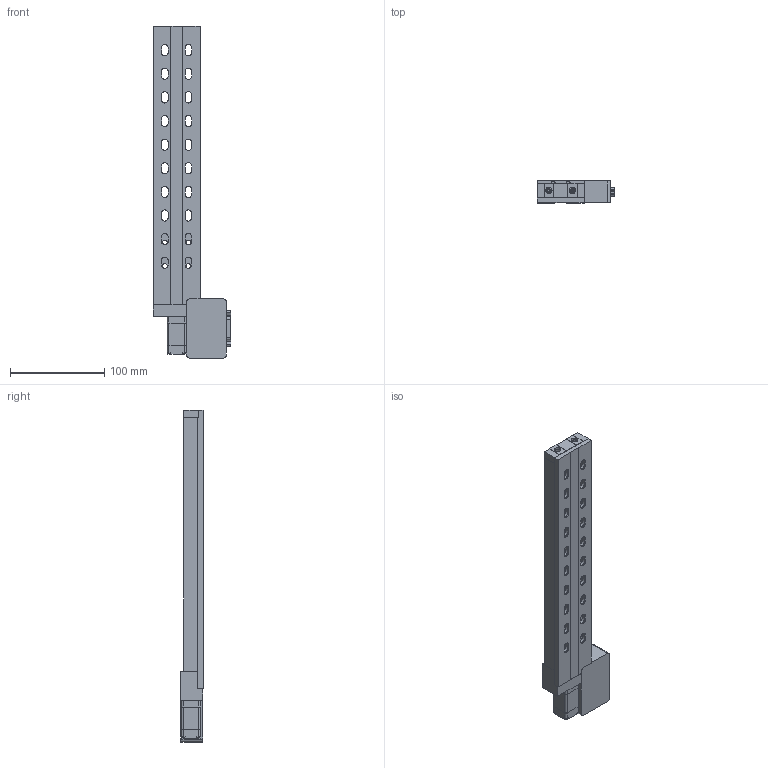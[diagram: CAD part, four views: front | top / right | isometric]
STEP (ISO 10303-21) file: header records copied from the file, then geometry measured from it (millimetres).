
FILE_DESCRIPTION (( 'STEP AP203' ), '1' );
FILE_NAME ('LRM200x-T3A.step', '2023-11-03T18:23:56', ( '' ), ( '' ), 'SwSTEP 2.0', 'SolidWorks 2019', '' );
FILE_SCHEMA (( 'CONFIG_CONTROL_DESIGN' ));
Length unit declared in the file: millimetre
Products named in the file (4): LRM200x-T3A; NMS08_motor^LRM_LRM-T3A; LRM_carriage^LRM_LRM; LRM_base^LRM_LRM200
Assembly tree (3 placements, depth 2):
  LRM200x-T3A
    LRM_base^LRM_LRM200
    LRM_carriage^LRM_LRM
    NMS08_motor^LRM_LRM-T3A
Bounding box: 82.57 x 23.48 x 351.5 mm (x, y, z)
Volume: 255399.4 mm3; surface area: 104684.3 mm2
Topology: 22 solids, 22 shells, 613 faces, 1525 edges, 1014 vertices
Faces by surface type: plane 328, cylinder 277, torus 8
Entity records: 18923 total; most frequent: DIRECTION 3335, CARTESIAN_POINT 3158, ORIENTED_EDGE 3050, EDGE_CURVE 1525, AXIS2_PLACEMENT_3D 1191, VERTEX_POINT 1014, VECTOR 953, LINE 953
